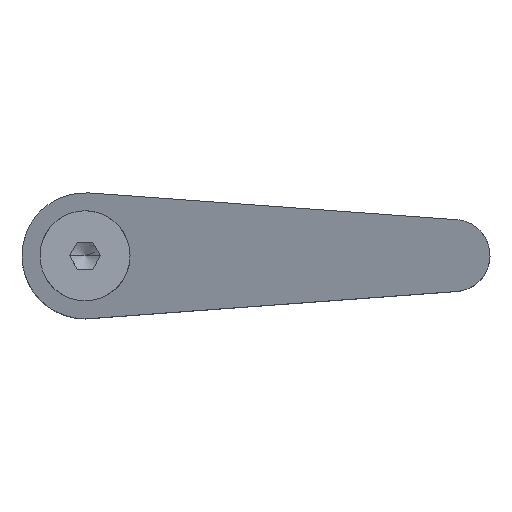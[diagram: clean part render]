
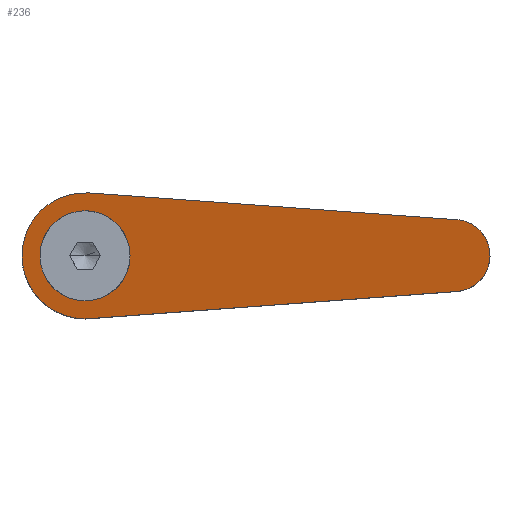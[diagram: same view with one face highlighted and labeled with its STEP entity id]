
A CAD part, top view. The second image highlights one B-rep face of the part: STEP entity #236.
In plain terms, the highlighted planar face has unit normal (-0.28, 0, 0.96).
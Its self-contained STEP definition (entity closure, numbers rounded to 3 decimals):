
#218=EDGE_CURVE('',#476,#268,#570,.T.);
#234=VERTEX_POINT('',#588);
#236=ADVANCED_FACE('',(#590,#591),#592,.F.);
#242=VERTEX_POINT('',#598);
#244=EDGE_CURVE('',#268,#328,#600,.T.);
#248=EDGE_CURVE('',#328,#476,#606,.T.);
#268=VERTEX_POINT('',#627);
#316=EDGE_CURVE('',#234,#242,#679,.T.);
#328=VERTEX_POINT('',#691);
#408=EDGE_CURVE('',#520,#234,#782,.T.);
#436=VERTEX_POINT('',#813);
#472=EDGE_CURVE('',#436,#520,#857,.T.);
#476=VERTEX_POINT('',#861);
#486=EDGE_CURVE('',#242,#510,#871,.T.);
#506=EDGE_CURVE('',#510,#436,#891,.T.);
#510=VERTEX_POINT('',#896);
#520=VERTEX_POINT('',#907);
#570=ELLIPSE('',#961,5.209,5.0);
#588=CARTESIAN_POINT('',(0.512,-6.981,54.694));
#590=FACE_OUTER_BOUND('',#1002,.T.);
#591=FACE_BOUND('',#1003,.T.);
#592=PLANE('',#1004);
#598=CARTESIAN_POINT('',(41.293,-3.989,66.606));
#600=ELLIPSE('',#1016,5.209,5.0);
#606=ELLIPSE('',#1023,5.209,5.0);
#627=CARTESIAN_POINT('',(0.,5.0,54.545));
#679=LINE('',#1169,#1170);
#691=CARTESIAN_POINT('',(-1.548,-4.754,54.092));
#782=ELLIPSE('',#1311,7.293,7.0);
#813=CARTESIAN_POINT('',(0.512,6.981,54.694));
#857=ELLIPSE('',#1404,7.293,7.0);
#861=CARTESIAN_POINT('',(0.,-5.0,54.545));
#871=ELLIPSE('',#1426,4.167,4.);
#891=LINE('',#1457,#1458);
#896=CARTESIAN_POINT('',(41.293,3.989,66.606));
#907=CARTESIAN_POINT('',(-7.,0.,52.5));
#961=AXIS2_PLACEMENT_3D('',#1517,#1518,#1519);
#1002=EDGE_LOOP('',(#1540,#1541,#1542,#1543,#1544));
#1003=EDGE_LOOP('',(#1545,#1546,#1547));
#1004=AXIS2_PLACEMENT_3D('',#1548,#1549,#1550);
#1016=AXIS2_PLACEMENT_3D('',#1555,#1556,#1557);
#1023=AXIS2_PLACEMENT_3D('',#1566,#1567,#1568);
#1169=CARTESIAN_POINT('',(44.068,-3.786,67.417));
#1170=VECTOR('',#1623,1.0);
#1311=AXIS2_PLACEMENT_3D('',#1737,#1738,#1739);
#1404=AXIS2_PLACEMENT_3D('',#1860,#1861,#1862);
#1426=AXIS2_PLACEMENT_3D('',#1874,#1875,#1876);
#1457=CARTESIAN_POINT('',(25.273,5.165,61.927));
#1458=VECTOR('',#1882,1.0);
#1517=CARTESIAN_POINT('',(0.0,0.0,54.545));
#1518=DIRECTION('',(-0.28,0.,0.96));
#1519=DIRECTION('',(-0.96,0.0,-0.28));
#1540=ORIENTED_EDGE('',*,*,#472,.T.);
#1541=ORIENTED_EDGE('',*,*,#408,.T.);
#1542=ORIENTED_EDGE('',*,*,#316,.T.);
#1543=ORIENTED_EDGE('',*,*,#486,.T.);
#1544=ORIENTED_EDGE('',*,*,#506,.T.);
#1545=ORIENTED_EDGE('',*,*,#248,.F.);
#1546=ORIENTED_EDGE('',*,*,#244,.F.);
#1547=ORIENTED_EDGE('',*,*,#218,.F.);
#1548=CARTESIAN_POINT('',(19.395,0.,60.21));
#1549=DIRECTION('',(0.28,0.,-0.96));
#1550=DIRECTION('',(0.269,0.96,0.079));
#1555=CARTESIAN_POINT('',(0.0,0.0,54.545));
#1556=DIRECTION('',(-0.28,0.,0.96));
#1557=DIRECTION('',(-0.96,0.0,-0.28));
#1566=CARTESIAN_POINT('',(0.0,0.0,54.545));
#1567=DIRECTION('',(-0.28,0.,0.96));
#1568=DIRECTION('',(-0.96,0.0,-0.28));
#1623=DIRECTION('',(0.958,0.07,0.28));
#1737=CARTESIAN_POINT('',(0.,0.,54.545));
#1738=DIRECTION('',(-0.28,0.,0.96));
#1739=DIRECTION('',(-0.96,0.,-0.28));
#1860=CARTESIAN_POINT('',(0.,0.,54.545));
#1861=DIRECTION('',(-0.28,0.,0.96));
#1862=DIRECTION('',(-0.96,0.,-0.28));
#1874=CARTESIAN_POINT('',(41.0,0.0,66.521));
#1875=DIRECTION('',(-0.28,0.,0.96));
#1876=DIRECTION('',(0.96,0.,0.28));
#1882=DIRECTION('',(-0.958,0.07,-0.28));
